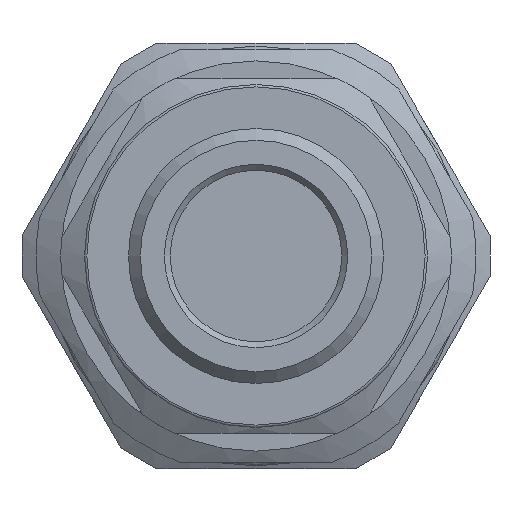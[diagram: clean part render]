
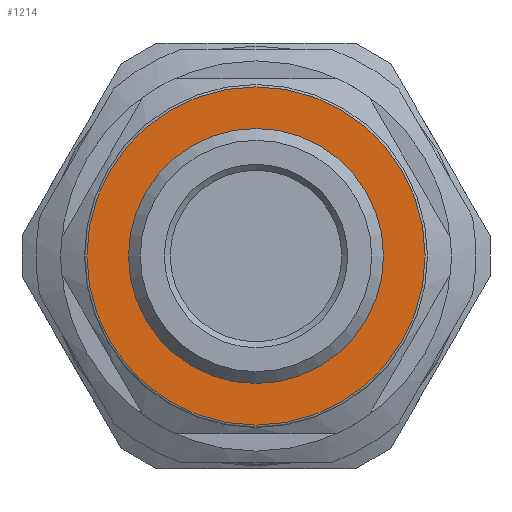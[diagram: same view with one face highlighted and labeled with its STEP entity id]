
A CAD part, front view. The second image highlights one B-rep face of the part: STEP entity #1214.
In plain terms, the highlighted planar face has unit normal (0, -1, 0).
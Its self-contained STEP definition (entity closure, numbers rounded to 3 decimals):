
#86=FACE_BOUND('',#431,.T.);
#355=FACE_OUTER_BOUND('',#430,.T.);
#430=EDGE_LOOP('',(#1085));
#431=EDGE_LOOP('',(#1086));
#490=CIRCLE('',#1357,9.58);
#491=CIRCLE('',#1359,14.3);
#602=VERTEX_POINT('',#2122);
#603=VERTEX_POINT('',#2126);
#767=EDGE_CURVE('',#602,#602,#490,.T.);
#769=EDGE_CURVE('',#603,#603,#491,.T.);
#1085=ORIENTED_EDGE('',*,*,#769,.F.);
#1086=ORIENTED_EDGE('',*,*,#767,.T.);
#1149=PLANE('',#1358);
#1214=ADVANCED_FACE('',(#355,#86),#1149,.T.);
#1357=AXIS2_PLACEMENT_3D('',#2123,#1661,#1662);
#1358=AXIS2_PLACEMENT_3D('',#2125,#1664,#1665);
#1359=AXIS2_PLACEMENT_3D('',#2127,#1666,#1667);
#1661=DIRECTION('center_axis',(0.,1.,0.));
#1662=DIRECTION('ref_axis',(1.,0.,0.));
#1664=DIRECTION('center_axis',(0.,-1.,0.));
#1665=DIRECTION('ref_axis',(0.,0.,-1.));
#1666=DIRECTION('center_axis',(0.,1.,0.));
#1667=DIRECTION('ref_axis',(1.,0.,0.));
#2122=CARTESIAN_POINT('',(19.846,17.175,0.));
#2123=CARTESIAN_POINT('Origin',(10.266,17.175,0.));
#2125=CARTESIAN_POINT('Origin',(-4.034,17.175,0.));
#2126=CARTESIAN_POINT('',(10.266,17.175,-14.3));
#2127=CARTESIAN_POINT('Origin',(10.266,17.175,0.));
